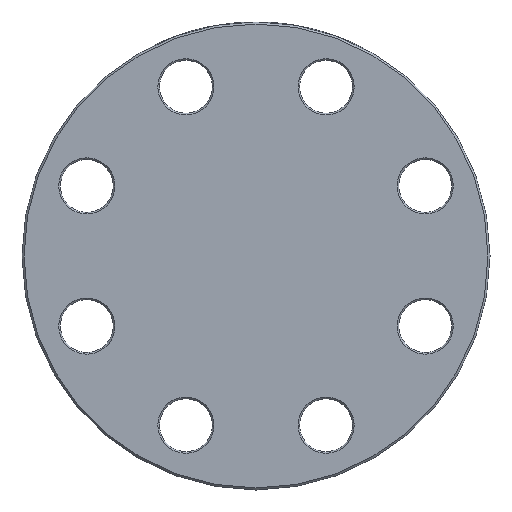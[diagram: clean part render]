
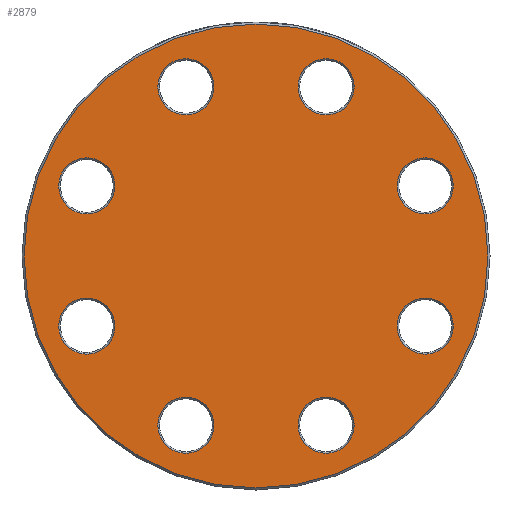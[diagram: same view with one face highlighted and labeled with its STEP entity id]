
A CAD part, left-side view. The second image highlights one B-rep face of the part: STEP entity #2879.
In plain terms, the highlighted planar face has unit normal (-1, 0, 0).
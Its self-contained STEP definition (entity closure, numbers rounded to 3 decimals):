
#26 = FACE_BOUND ( 'NONE', #2242, .T. ) ;
#27 = AXIS2_PLACEMENT_3D ( 'NONE', #2791, #188, #2830 ) ;
#88 = AXIS2_PLACEMENT_3D ( 'NONE', #5959, #1754, #2703 ) ;
#127 = FACE_BOUND ( 'NONE', #4846, .T. ) ;
#178 = DIRECTION ( 'NONE',  ( 0., 0., -1. ) ) ;
#188 = DIRECTION ( 'NONE',  ( -1., 0., 0. ) ) ;
#366 = VERTEX_POINT ( 'NONE', #995 ) ;
#505 = VERTEX_POINT ( 'NONE', #1454 ) ;
#571 = VERTEX_POINT ( 'NONE', #5603 ) ;
#734 = EDGE_CURVE ( 'NONE', #6384, #6384, #2823, .T. ) ;
#790 = DIRECTION ( 'NONE',  ( 0., 0., -1. ) ) ;
#793 = AXIS2_PLACEMENT_3D ( 'NONE', #2013, #4164, #178 ) ;
#995 = CARTESIAN_POINT ( 'NONE',  ( 0., 0., -114. ) ) ;
#1047 = CARTESIAN_POINT ( 'NONE',  ( 0., 0., 0. ) ) ;
#1177 = ORIENTED_EDGE ( 'NONE', *, *, #3629, .T. ) ;
#1179 = FACE_BOUND ( 'NONE', #5466, .T. ) ;
#1256 = AXIS2_PLACEMENT_3D ( 'NONE', #1541, #4145, #6299 ) ;
#1383 = AXIS2_PLACEMENT_3D ( 'NONE', #6165, #3320, #2918 ) ;
#1434 = EDGE_CURVE ( 'NONE', #1523, #1523, #3495, .T. ) ;
#1454 = CARTESIAN_POINT ( 'NONE',  ( 0., 83.149, 20.642 ) ) ;
#1523 = VERTEX_POINT ( 'NONE', #3639 ) ;
#1541 = CARTESIAN_POINT ( 'NONE',  ( 0., -83.149, -34.442 ) ) ;
#1554 = ORIENTED_EDGE ( 'NONE', *, *, #734, .T. ) ;
#1675 = FACE_OUTER_BOUND ( 'NONE', #5420, .T. ) ;
#1708 = EDGE_LOOP ( 'NONE', ( #6666 ) ) ;
#1754 = DIRECTION ( 'NONE',  ( 1., 0., 0. ) ) ;
#1788 = DIRECTION ( 'NONE',  ( 1., 0., 0. ) ) ;
#1976 = CARTESIAN_POINT ( 'NONE',  ( 0., -34.442, 69.349 ) ) ;
#2013 = CARTESIAN_POINT ( 'NONE',  ( 0., 34.442, 83.149 ) ) ;
#2221 = EDGE_LOOP ( 'NONE', ( #2936 ) ) ;
#2242 = EDGE_LOOP ( 'NONE', ( #5419 ) ) ;
#2261 = FACE_BOUND ( 'NONE', #2221, .T. ) ;
#2302 = VERTEX_POINT ( 'NONE', #4831 ) ;
#2362 = CIRCLE ( 'NONE', #3171, 13.8 ) ;
#2484 = CIRCLE ( 'NONE', #4977, 13.8 ) ;
#2613 = EDGE_CURVE ( 'NONE', #4726, #4726, #6047, .T. ) ;
#2625 = ORIENTED_EDGE ( 'NONE', *, *, #4055, .T. ) ;
#2703 = DIRECTION ( 'NONE',  ( 0., 0., -1. ) ) ;
#2791 = CARTESIAN_POINT ( 'NONE',  ( 0., 0., 0. ) ) ;
#2796 = CARTESIAN_POINT ( 'NONE',  ( 0., 34.442, -83.149 ) ) ;
#2823 = CIRCLE ( 'NONE', #4171, 13.8 ) ;
#2830 = DIRECTION ( 'NONE',  ( 0., 0., -1. ) ) ;
#2879 = ADVANCED_FACE ( 'NONE', ( #1675, #6014, #3723, #3298, #26, #1179, #5392, #127, #2261 ), #5890, .F. ) ;
#2918 = DIRECTION ( 'NONE',  ( 0., 0., -1. ) ) ;
#2924 = AXIS2_PLACEMENT_3D ( 'NONE', #1047, #4285, #4321 ) ;
#2936 = ORIENTED_EDGE ( 'NONE', *, *, #6534, .T. ) ;
#2990 = ORIENTED_EDGE ( 'NONE', *, *, #3775, .T. ) ;
#3073 = CARTESIAN_POINT ( 'NONE',  ( 0., -83.149, 34.442 ) ) ;
#3107 = CARTESIAN_POINT ( 'NONE',  ( 0., -34.442, -96.949 ) ) ;
#3171 = AXIS2_PLACEMENT_3D ( 'NONE', #5635, #4560, #790 ) ;
#3224 = ORIENTED_EDGE ( 'NONE', *, *, #4356, .T. ) ;
#3298 = FACE_BOUND ( 'NONE', #1708, .T. ) ;
#3320 = DIRECTION ( 'NONE',  ( 1., 0., 0. ) ) ;
#3365 = DIRECTION ( 'NONE',  ( 0., 0., -1. ) ) ;
#3495 = CIRCLE ( 'NONE', #793, 13.8 ) ;
#3509 = CIRCLE ( 'NONE', #5781, 13.8 ) ;
#3629 = EDGE_CURVE ( 'NONE', #5840, #5840, #6897, .T. ) ;
#3639 = CARTESIAN_POINT ( 'NONE',  ( 0., 34.442, 69.349 ) ) ;
#3723 = FACE_BOUND ( 'NONE', #4429, .T. ) ;
#3775 = EDGE_CURVE ( 'NONE', #5304, #5304, #3509, .T. ) ;
#3854 = EDGE_LOOP ( 'NONE', ( #3224 ) ) ;
#4055 = EDGE_CURVE ( 'NONE', #366, #366, #6658, .T. ) ;
#4067 = ORIENTED_EDGE ( 'NONE', *, *, #1434, .T. ) ;
#4143 = EDGE_LOOP ( 'NONE', ( #1554 ) ) ;
#4145 = DIRECTION ( 'NONE',  ( 1., 0., 0. ) ) ;
#4164 = DIRECTION ( 'NONE',  ( 1., 0., 0. ) ) ;
#4171 = AXIS2_PLACEMENT_3D ( 'NONE', #5007, #1788, #6126 ) ;
#4285 = DIRECTION ( 'NONE',  ( 1., 0., 0. ) ) ;
#4321 = DIRECTION ( 'NONE',  ( 0., 0., -1. ) ) ;
#4356 = EDGE_CURVE ( 'NONE', #505, #505, #6665, .T. ) ;
#4429 = EDGE_LOOP ( 'NONE', ( #4067 ) ) ;
#4560 = DIRECTION ( 'NONE',  ( 1., 0., 0. ) ) ;
#4692 = DIRECTION ( 'NONE',  ( 1., 0., 0. ) ) ;
#4726 = VERTEX_POINT ( 'NONE', #1976 ) ;
#4831 = CARTESIAN_POINT ( 'NONE',  ( 0., -83.149, 20.642 ) ) ;
#4846 = EDGE_LOOP ( 'NONE', ( #2990 ) ) ;
#4977 = AXIS2_PLACEMENT_3D ( 'NONE', #3073, #4692, #6248 ) ;
#5007 = CARTESIAN_POINT ( 'NONE',  ( 0., -34.442, -83.149 ) ) ;
#5304 = VERTEX_POINT ( 'NONE', #6952 ) ;
#5392 = FACE_BOUND ( 'NONE', #4143, .T. ) ;
#5419 = ORIENTED_EDGE ( 'NONE', *, *, #6850, .T. ) ;
#5420 = EDGE_LOOP ( 'NONE', ( #2625 ) ) ;
#5466 = EDGE_LOOP ( 'NONE', ( #1177 ) ) ;
#5603 = CARTESIAN_POINT ( 'NONE',  ( 0., 83.149, -48.242 ) ) ;
#5635 = CARTESIAN_POINT ( 'NONE',  ( 0., 83.149, -34.442 ) ) ;
#5781 = AXIS2_PLACEMENT_3D ( 'NONE', #2796, #5953, #3365 ) ;
#5807 = CARTESIAN_POINT ( 'NONE',  ( 0., -83.149, -48.242 ) ) ;
#5840 = VERTEX_POINT ( 'NONE', #5807 ) ;
#5890 = PLANE ( 'NONE',  #2924 ) ;
#5953 = DIRECTION ( 'NONE',  ( 1., 0., 0. ) ) ;
#5959 = CARTESIAN_POINT ( 'NONE',  ( 0., -34.442, 83.149 ) ) ;
#6014 = FACE_BOUND ( 'NONE', #3854, .T. ) ;
#6047 = CIRCLE ( 'NONE', #88, 13.8 ) ;
#6126 = DIRECTION ( 'NONE',  ( 0., 0., -1. ) ) ;
#6165 = CARTESIAN_POINT ( 'NONE',  ( 0., 83.149, 34.442 ) ) ;
#6248 = DIRECTION ( 'NONE',  ( 0., 0., -1. ) ) ;
#6299 = DIRECTION ( 'NONE',  ( 0., 0., -1. ) ) ;
#6384 = VERTEX_POINT ( 'NONE', #3107 ) ;
#6534 = EDGE_CURVE ( 'NONE', #571, #571, #2362, .T. ) ;
#6658 = CIRCLE ( 'NONE', #27, 114. ) ;
#6665 = CIRCLE ( 'NONE', #1383, 13.8 ) ;
#6666 = ORIENTED_EDGE ( 'NONE', *, *, #2613, .T. ) ;
#6850 = EDGE_CURVE ( 'NONE', #2302, #2302, #2484, .T. ) ;
#6897 = CIRCLE ( 'NONE', #1256, 13.8 ) ;
#6952 = CARTESIAN_POINT ( 'NONE',  ( 0., 34.442, -96.949 ) ) ;
